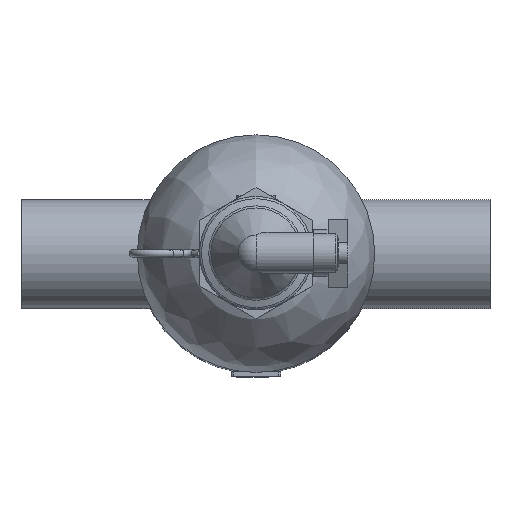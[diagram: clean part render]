
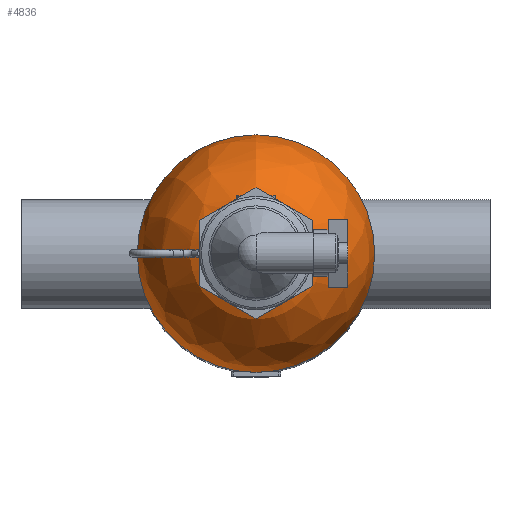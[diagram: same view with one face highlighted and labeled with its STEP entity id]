
A CAD part, top view. The second image highlights one B-rep face of the part: STEP entity #4836.
In plain terms, the highlighted free-form (B-spline) face has degree [2, 2] with [3, 9] control points.
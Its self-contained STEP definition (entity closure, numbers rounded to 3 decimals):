
#948=(
BOUNDED_CURVE()
B_SPLINE_CURVE(2,(#7322,#7323,#7324),.UNSPECIFIED.,.F.,.F.)
B_SPLINE_CURVE_WITH_KNOTS((3,3),(-1.295,0.),
 .UNSPECIFIED.)
CURVE()
GEOMETRIC_REPRESENTATION_ITEM()
RATIONAL_B_SPLINE_CURVE((1.,0.798,1.))
REPRESENTATION_ITEM('')
);
#962=(
BOUNDED_SURFACE()
B_SPLINE_SURFACE(2,2,((#7295,#7296,#7297,#7298,#7299,#7300,#7301,#7302,
#7303),(#7304,#7305,#7306,#7307,#7308,#7309,#7310,#7311,#7312),(#7313,#7314,
#7315,#7316,#7317,#7318,#7319,#7320,#7321)),.UNSPECIFIED.,.F.,.T.,.F.)
B_SPLINE_SURFACE_WITH_KNOTS((3,3),(3,2,2,2,3),(0.,1.295),
(-3.142,-1.571,0.,1.571,3.142),
 .UNSPECIFIED.)
GEOMETRIC_REPRESENTATION_ITEM()
RATIONAL_B_SPLINE_SURFACE(((1.,0.707,1.,0.707,1.,
0.707,1.,0.707,1.),(0.798,0.564,
0.798,0.564,0.798,0.564,
0.798,0.564,0.798),(1.,0.707,
1.,0.707,1.,0.707,1.,0.707,1.)))
REPRESENTATION_ITEM('')
SURFACE()
);
#1157=FACE_OUTER_BOUND('',#1472,.T.);
#1472=EDGE_LOOP('',(#3268,#3269,#3270,#3271,#3272));
#1815=CIRCLE('',#5161,17.737);
#1820=CIRCLE('',#5172,66.);
#1821=CIRCLE('',#5173,66.);
#2055=VERTEX_POINT('',#7275);
#2060=VERTEX_POINT('',#7291);
#2061=VERTEX_POINT('',#7292);
#2541=EDGE_CURVE('',#2055,#2055,#1815,.T.);
#2546=EDGE_CURVE('',#2060,#2061,#1820,.T.);
#2547=EDGE_CURVE('',#2061,#2060,#1821,.T.);
#2548=EDGE_CURVE('',#2055,#2061,#948,.T.);
#3268=ORIENTED_EDGE('',*,*,#2541,.T.);
#3269=ORIENTED_EDGE('',*,*,#2548,.T.);
#3270=ORIENTED_EDGE('',*,*,#2547,.T.);
#3271=ORIENTED_EDGE('',*,*,#2546,.T.);
#3272=ORIENTED_EDGE('',*,*,#2548,.F.);
#4836=ADVANCED_FACE('',(#1157),#962,.F.);
#5161=AXIS2_PLACEMENT_3D('',#7276,#5727,#5728);
#5172=AXIS2_PLACEMENT_3D('',#7293,#5749,#5750);
#5173=AXIS2_PLACEMENT_3D('',#7294,#5751,#5752);
#5727=DIRECTION('center_axis',(0.,0.,-1.));
#5728=DIRECTION('ref_axis',(0.,-1.,0.));
#5749=DIRECTION('center_axis',(0.,0.,1.));
#5750=DIRECTION('ref_axis',(1.,0.,0.));
#5751=DIRECTION('center_axis',(0.,0.,1.));
#5752=DIRECTION('ref_axis',(1.,0.,0.));
#7275=CARTESIAN_POINT('',(0.,17.737,529.));
#7276=CARTESIAN_POINT('Origin',(0.,0.,529.));
#7291=CARTESIAN_POINT('',(-66.,0.,465.2));
#7292=CARTESIAN_POINT('',(0.,66.,465.2));
#7293=CARTESIAN_POINT('Origin',(0.,0.,465.2));
#7294=CARTESIAN_POINT('Origin',(0.,0.,465.2));
#7295=CARTESIAN_POINT('Ctrl Pts',(0.,66.,465.2));
#7296=CARTESIAN_POINT('Ctrl Pts',(-66.,66.,465.2));
#7297=CARTESIAN_POINT('Ctrl Pts',(-66.,0.,465.2));
#7298=CARTESIAN_POINT('Ctrl Pts',(-66.,-66.,465.2));
#7299=CARTESIAN_POINT('Ctrl Pts',(0.,-66.,465.2));
#7300=CARTESIAN_POINT('Ctrl Pts',(66.,-66.,465.2));
#7301=CARTESIAN_POINT('Ctrl Pts',(66.,0.,465.2));
#7302=CARTESIAN_POINT('Ctrl Pts',(66.,66.,465.2));
#7303=CARTESIAN_POINT('Ctrl Pts',(0.,66.,465.2));
#7304=CARTESIAN_POINT('Ctrl Pts',(0.,66.001,515.355));
#7305=CARTESIAN_POINT('Ctrl Pts',(-66.001,66.001,515.355));
#7306=CARTESIAN_POINT('Ctrl Pts',(-66.001,0.,
515.355));
#7307=CARTESIAN_POINT('Ctrl Pts',(-66.001,-66.001,515.355));
#7308=CARTESIAN_POINT('Ctrl Pts',(0.,-66.001,515.355));
#7309=CARTESIAN_POINT('Ctrl Pts',(66.001,-66.001,515.355));
#7310=CARTESIAN_POINT('Ctrl Pts',(66.001,0.,
515.355));
#7311=CARTESIAN_POINT('Ctrl Pts',(66.001,66.001,515.355));
#7312=CARTESIAN_POINT('Ctrl Pts',(0.,66.001,515.355));
#7313=CARTESIAN_POINT('Ctrl Pts',(0.,17.737,529.));
#7314=CARTESIAN_POINT('Ctrl Pts',(-17.737,17.737,529.));
#7315=CARTESIAN_POINT('Ctrl Pts',(-17.737,0.,
529.));
#7316=CARTESIAN_POINT('Ctrl Pts',(-17.737,-17.737,529.));
#7317=CARTESIAN_POINT('Ctrl Pts',(0.,-17.737,529.));
#7318=CARTESIAN_POINT('Ctrl Pts',(17.737,-17.737,529.));
#7319=CARTESIAN_POINT('Ctrl Pts',(17.737,0.,
529.));
#7320=CARTESIAN_POINT('Ctrl Pts',(17.737,17.737,529.));
#7321=CARTESIAN_POINT('Ctrl Pts',(0.,17.737,529.));
#7322=CARTESIAN_POINT('Ctrl Pts',(0.,17.737,529.));
#7323=CARTESIAN_POINT('Ctrl Pts',(0.,66.001,515.355));
#7324=CARTESIAN_POINT('Ctrl Pts',(0.,66.,465.2));
